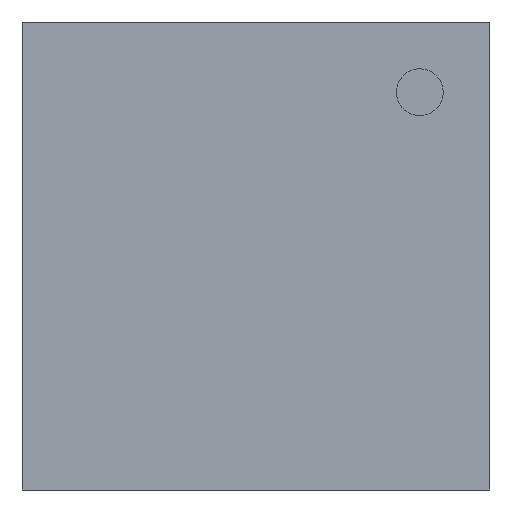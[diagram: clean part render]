
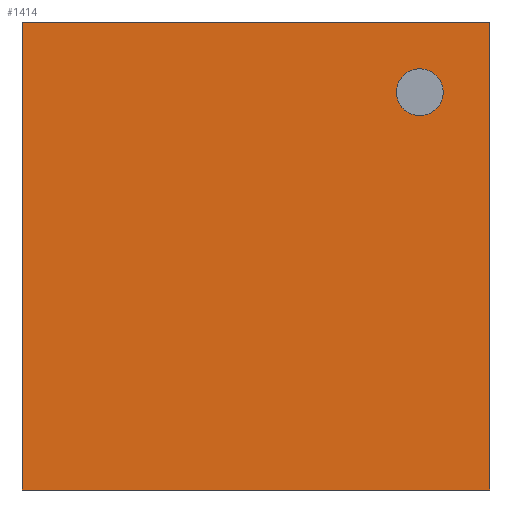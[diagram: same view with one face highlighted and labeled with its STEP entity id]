
A CAD part, front view. The second image highlights one B-rep face of the part: STEP entity #1414.
In plain terms, the highlighted planar face has unit normal (0, -1, 0).
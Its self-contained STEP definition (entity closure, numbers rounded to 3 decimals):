
#31 = EDGE_CURVE ( 'NONE', #1382, #3839, #2981, .T. ) ;
#73 = ORIENTED_EDGE ( 'NONE', *, *, #2278, .F. ) ;
#77 = EDGE_CURVE ( 'NONE', #1861, #2139, #3292, .T. ) ;
#140 = VECTOR ( 'NONE', #4110, 1000. ) ;
#470 = DIRECTION ( 'NONE',  ( 0., 0., -1. ) ) ;
#501 = LINE ( 'NONE', #3857, #1934 ) ;
#647 = VECTOR ( 'NONE', #3649, 1000. ) ;
#968 = CARTESIAN_POINT ( 'NONE',  ( 0., 0., 0. ) ) ;
#985 = CARTESIAN_POINT ( 'NONE',  ( -1., 0., -1. ) ) ;
#1089 = AXIS2_PLACEMENT_3D ( 'NONE', #3012, #1090, #470 ) ;
#1090 = DIRECTION ( 'NONE',  ( 0., -1., 0. ) ) ;
#1151 = CARTESIAN_POINT ( 'NONE',  ( -1., 0., 1. ) ) ;
#1382 = VERTEX_POINT ( 'NONE', #2875 ) ;
#1414 = ADVANCED_FACE ( 'NONE', ( #1688, #4035 ), #4124, .T. ) ;
#1466 = EDGE_CURVE ( 'NONE', #4117, #3685, #3200, .T. ) ;
#1571 = CARTESIAN_POINT ( 'NONE',  ( -1., 0., -1. ) ) ;
#1688 = FACE_BOUND ( 'NONE', #4064, .T. ) ;
#1723 = CIRCLE ( 'NONE', #1089, 0.1 ) ;
#1744 = CARTESIAN_POINT ( 'NONE',  ( -1., 0., 1. ) ) ;
#1763 = AXIS2_PLACEMENT_3D ( 'NONE', #2007, #3931, #2338 ) ;
#1773 = EDGE_CURVE ( 'NONE', #3839, #1382, #1723, .T. ) ;
#1858 = CARTESIAN_POINT ( 'NONE',  ( 1., 0., -1. ) ) ;
#1861 = VERTEX_POINT ( 'NONE', #1858 ) ;
#1912 = DIRECTION ( 'NONE',  ( 0., 0., -1. ) ) ;
#1929 = DIRECTION ( 'NONE',  ( 0., 0., -1. ) ) ;
#1934 = VECTOR ( 'NONE', #1929, 1000. ) ;
#2007 = CARTESIAN_POINT ( 'NONE',  ( 0.7, 0., 0.7 ) ) ;
#2113 = ORIENTED_EDGE ( 'NONE', *, *, #77, .F. ) ;
#2135 = EDGE_LOOP ( 'NONE', ( #73, #2966, #2805, #2113 ) ) ;
#2139 = VERTEX_POINT ( 'NONE', #985 ) ;
#2278 = EDGE_CURVE ( 'NONE', #3685, #1861, #501, .T. ) ;
#2338 = DIRECTION ( 'NONE',  ( 0., 0., -1. ) ) ;
#2517 = CARTESIAN_POINT ( 'NONE',  ( 1., 0., 1. ) ) ;
#2613 = CARTESIAN_POINT ( 'NONE',  ( 0.7, 0., 0.6 ) ) ;
#2782 = VECTOR ( 'NONE', #2834, 1000. ) ;
#2805 = ORIENTED_EDGE ( 'NONE', *, *, #3226, .F. ) ;
#2834 = DIRECTION ( 'NONE',  ( -1., 0., 0. ) ) ;
#2875 = CARTESIAN_POINT ( 'NONE',  ( 0.7, 0., 0.8 ) ) ;
#2966 = ORIENTED_EDGE ( 'NONE', *, *, #1466, .F. ) ;
#2981 = CIRCLE ( 'NONE', #1763, 0.1 ) ;
#3012 = CARTESIAN_POINT ( 'NONE',  ( 0.7, 0., 0.7 ) ) ;
#3200 = LINE ( 'NONE', #1744, #647 ) ;
#3226 = EDGE_CURVE ( 'NONE', #2139, #4117, #3889, .T. ) ;
#3292 = LINE ( 'NONE', #1571, #2782 ) ;
#3341 = ORIENTED_EDGE ( 'NONE', *, *, #31, .F. ) ;
#3483 = CARTESIAN_POINT ( 'NONE',  ( -1., 0., 1. ) ) ;
#3649 = DIRECTION ( 'NONE',  ( 1., 0., 0. ) ) ;
#3685 = VERTEX_POINT ( 'NONE', #2517 ) ;
#3764 = ORIENTED_EDGE ( 'NONE', *, *, #1773, .F. ) ;
#3789 = AXIS2_PLACEMENT_3D ( 'NONE', #968, #3837, #1912 ) ;
#3837 = DIRECTION ( 'NONE',  ( 0., -1., 0. ) ) ;
#3839 = VERTEX_POINT ( 'NONE', #2613 ) ;
#3857 = CARTESIAN_POINT ( 'NONE',  ( 1., 0., 1. ) ) ;
#3889 = LINE ( 'NONE', #3483, #140 ) ;
#3931 = DIRECTION ( 'NONE',  ( 0., -1., 0. ) ) ;
#4035 = FACE_OUTER_BOUND ( 'NONE', #2135, .T. ) ;
#4064 = EDGE_LOOP ( 'NONE', ( #3764, #3341 ) ) ;
#4110 = DIRECTION ( 'NONE',  ( 0., 0., 1. ) ) ;
#4117 = VERTEX_POINT ( 'NONE', #1151 ) ;
#4124 = PLANE ( 'NONE',  #3789 ) ;
